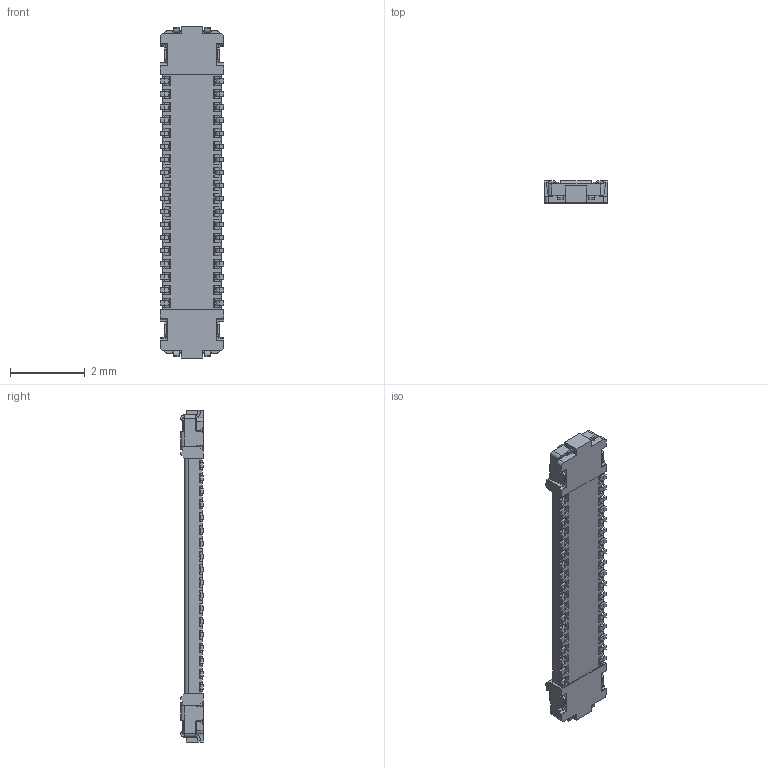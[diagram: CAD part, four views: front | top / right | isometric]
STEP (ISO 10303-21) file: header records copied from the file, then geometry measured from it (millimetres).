
FILE_DESCRIPTION(('Creo Elements/Direct Modeling STEP Export'),'2;1');
FILE_NAME('BM28-36DS.stp','2020-04-16T13:49:18',(''),(''),'Creo Elements/Direct Modeling STEP processor for AP214 (Solid Model)','Creo Elements/Direct Modeling 19.0F 14-Feb-2017 (C) Parametric Technology GmbH','');
FILE_SCHEMA(('AUTOMOTIVE_DESIGN { 1 0 10303 214 1 1 1 1 }'));
Length unit declared in the file: millimetre
Products named in the file (2): BM28B0P6-36DS.PRT
Assembly tree (1 placements, depth 2):
  BM28B0P6-36DS.PRT
    BM28B0P6-36DS.PRT
Bounding box: 1.7 x 0.6 x 8.9 mm (x, y, z)
Volume: 4.8 mm3; surface area: 57.1 mm2
Topology: 1 solids, 1 shells, 1650 faces, 4664 edges, 3004 vertices
Faces by surface type: plane 1328, cylinder 242, cone 80
Entity records: 52831 total; most frequent: CARTESIAN_POINT 9528, ORIENTED_EDGE 9328, DIRECTION 8570, EDGE_CURVE 4664, VECTOR 3982, LINE 3982, VERTEX_POINT 3004, AXIS2_PLACEMENT_3D 2294
